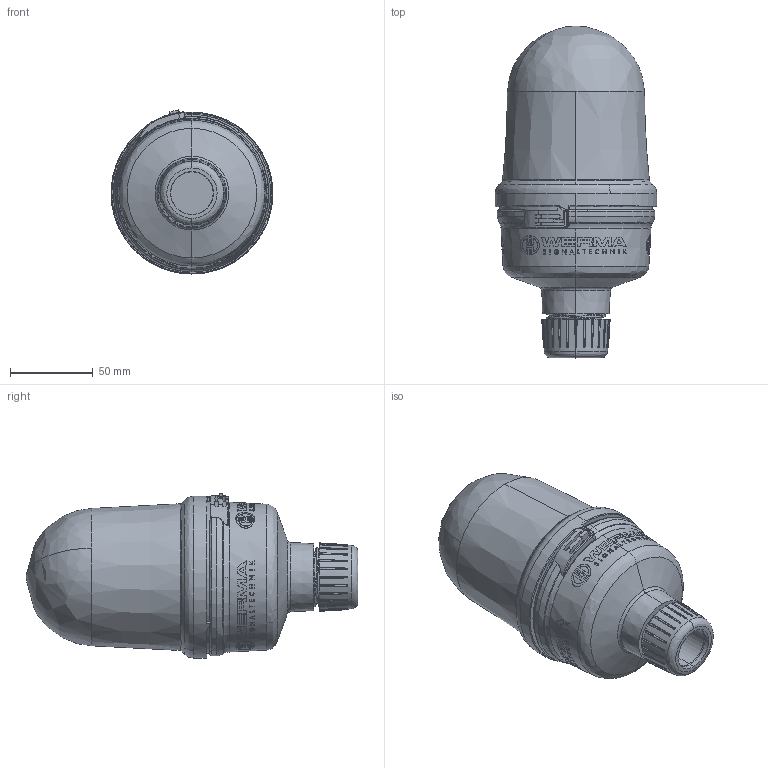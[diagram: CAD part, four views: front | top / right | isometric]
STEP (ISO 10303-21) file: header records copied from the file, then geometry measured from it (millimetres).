
FILE_DESCRIPTION (( 'STEP AP214' ), '1' );
FILE_NAME ('82955755.step', '2016-03-10T22:07:55', ( '' ), ( '' ), 'SwSTEP 2.0', 'SolidWorks 2015', '' );
FILE_SCHEMA (( 'AUTOMOTIVE_DESIGN' ));
Length unit declared in the file: inch
Products named in the file (1): 82955755
Bounding box: 97.94 x 201.01 x 99.37 mm (x, y, z)
Volume: 896410.8 mm3; surface area: 58961.8 mm2
Topology: 1 solids, 1 shells, 1006 faces, 2724 edges, 1789 vertices
Faces by surface type: plane 554, cylinder 189, bspline 160, cone 96, torus 7
Entity records: 51671 total; most frequent: CARTESIAN_POINT 28674, ORIENTED_EDGE 5444, DIRECTION 3700, EDGE_CURVE 2722, VERTEX_POINT 1789, AXIS2_PLACEMENT_3D 1420, EDGE_LOOP 1081, B_SPLINE_CURVE_WITH_KNOTS 1056
